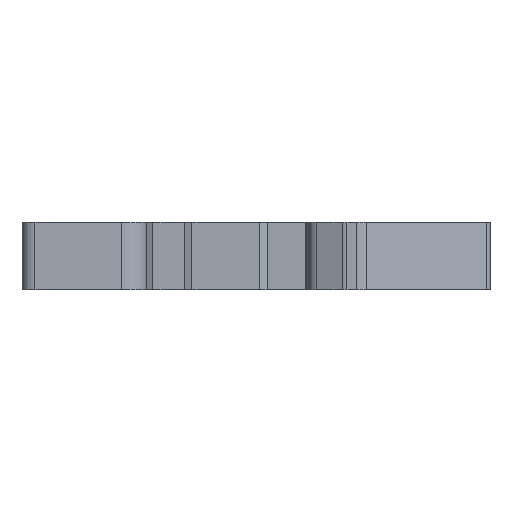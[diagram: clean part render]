
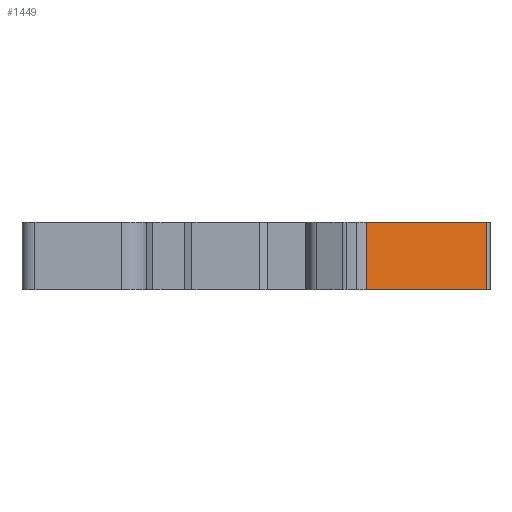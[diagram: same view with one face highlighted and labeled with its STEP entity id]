
A CAD part, front view. The second image highlights one B-rep face of the part: STEP entity #1449.
In plain terms, the highlighted planar face has unit normal (0.52, -0.854, 0).
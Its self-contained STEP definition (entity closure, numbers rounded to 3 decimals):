
#1449=ADVANCED_FACE('',(#5005),#3193,.F.);
#3193=PLANE('',#39088);
#5005=FACE_OUTER_BOUND('',#6960,.T.);
#6960=EDGE_LOOP('',(#12008,#12009,#12010,#12011));
#12008=ORIENTED_EDGE('',*,*,#25165,.T.);
#12009=ORIENTED_EDGE('',*,*,#25507,.T.);
#12010=ORIENTED_EDGE('',*,*,#25025,.F.);
#12011=ORIENTED_EDGE('',*,*,#25506,.F.);
#21155=VERTEX_POINT('',#54367);
#21156=VERTEX_POINT('',#54369);
#21289=VERTEX_POINT('',#54652);
#21290=VERTEX_POINT('',#54654);
#25025=EDGE_CURVE('',#21155,#21156,#30174,.T.);
#25165=EDGE_CURVE('',#21290,#21289,#30248,.T.);
#25506=EDGE_CURVE('',#21290,#21155,#30486,.T.);
#25507=EDGE_CURVE('',#21289,#21156,#30487,.T.);
#30174=LINE('',#54368,#35071);
#30248=LINE('',#54653,#35145);
#30486=LINE('',#55390,#35383);
#30487=LINE('',#55392,#35384);
#35071=VECTOR('',#43194,1.);
#35145=VECTOR('',#43398,1.);
#35383=VECTOR('',#44150,1.);
#35384=VECTOR('',#44153,1.);
#39088=AXIS2_PLACEMENT_3D('',#55393,#44154,#44155);
#43194=DIRECTION('',(0.854,0.52,0.));
#43398=DIRECTION('',(0.854,0.52,0.));
#44150=DIRECTION('',(0.,0.,1.));
#44153=DIRECTION('',(0.,0.,1.));
#44154=DIRECTION('',(-0.52,0.854,0.));
#44155=DIRECTION('',(-0.854,-0.52,0.));
#54367=CARTESIAN_POINT('',(504.234,432.112,-5.));
#54368=CARTESIAN_POINT('',(503.884,431.899,-5.));
#54369=CARTESIAN_POINT('',(513.499,437.747,-5.));
#54652=CARTESIAN_POINT('',(513.499,437.747,-10.2));
#54653=CARTESIAN_POINT('',(503.884,431.899,-10.2));
#54654=CARTESIAN_POINT('',(504.234,432.112,-10.2));
#55390=CARTESIAN_POINT('',(504.234,432.112,-6.6));
#55392=CARTESIAN_POINT('',(513.499,437.747,-10.2));
#55393=CARTESIAN_POINT('',(503.884,431.899,-6.6));
